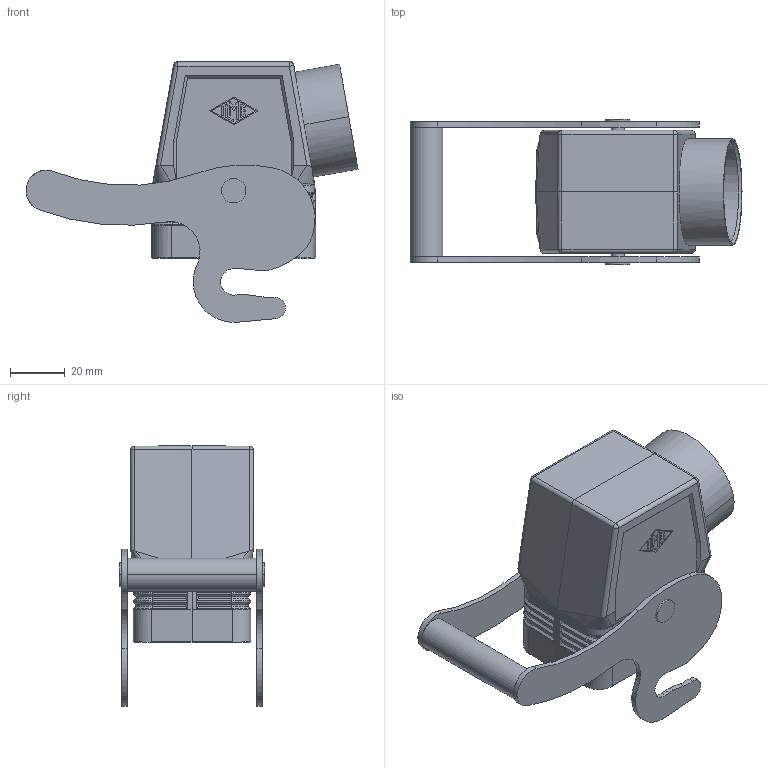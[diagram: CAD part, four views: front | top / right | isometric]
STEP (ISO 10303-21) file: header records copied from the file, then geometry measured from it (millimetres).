
FILE_DESCRIPTION(('Creo Elements/Direct Modeling STEP Export'),'2;1');
FILE_NAME('0ln7tug4jq4645p1272','2018-07-20T 8:24:33',(''),(''),'PTC Creo Elements/Direct Modeling STEP processor for AP214 (Solid Model)','PTC Creo Elements/Direct Modeling 19.0E 27-Jun-2016 (C) Parametric Technology GmbH','');
FILE_SCHEMA(('AUTOMOTIVE_DESIGN { 1 0 10303 214 1 1 1 1 }'));
Length unit declared in the file: millimetre
Products named in the file (2): CAO_06_YX29
Assembly tree (1 placements, depth 2):
  CAO_06_YX29
    CAO_06_YX29
Bounding box: 121.49 x 53.2 x 95.36 mm (x, y, z)
Volume: 76580.1 mm3; surface area: 46213.4 mm2
Topology: 1 solids, 1 shells, 441 faces, 1107 edges, 670 vertices
Faces by surface type: plane 173, cylinder 146, bspline 116, sphere 4, cone 2
Entity records: 22929 total; most frequent: CARTESIAN_POINT 13462, ORIENTED_EDGE 2190, DIRECTION 1678, EDGE_CURVE 1095, VERTEX_POINT 670, AXIS2_PLACEMENT_3D 570, VECTOR 538, LINE 538
